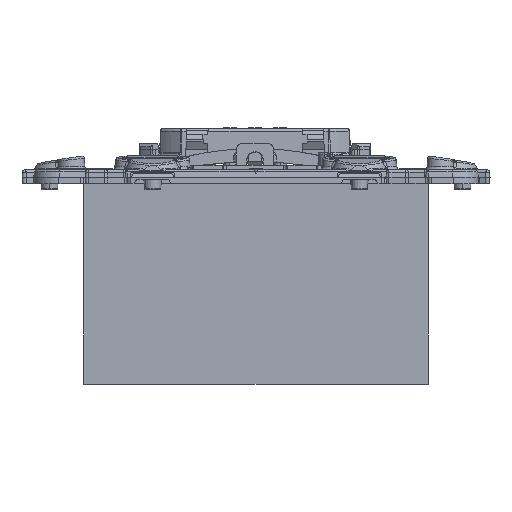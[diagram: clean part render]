
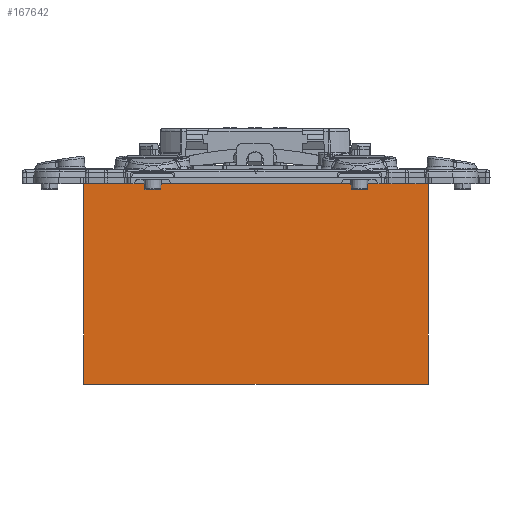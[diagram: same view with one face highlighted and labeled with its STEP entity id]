
A CAD part, left-side view. The second image highlights one B-rep face of the part: STEP entity #167642.
In plain terms, the highlighted planar face has unit normal (-1, 0, 0).
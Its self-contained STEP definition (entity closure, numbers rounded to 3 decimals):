
#167620=AXIS2_PLACEMENT_3D('Plane Axis2P3D',#167617,#167618,#167619) ;
#10284=CARTESIAN_POINT('Vertex',(-27.5,9.38,0.)) ;
#10305=CARTESIAN_POINT('Vertex',(-27.5,4.117,0.)) ;
#12344=CARTESIAN_POINT('Vertex',(-27.5,27.5,0.)) ;
#12347=CARTESIAN_POINT('Line Origine',(-27.5,18.44,0.)) ;
#12352=CARTESIAN_POINT('Line Origine',(-27.5,-11.692,0.)) ;
#12356=CARTESIAN_POINT('Vertex',(-27.5,-27.5,0.)) ;
#129712=CARTESIAN_POINT('Line Origine',(-27.5,6.749,0.)) ;
#167590=CARTESIAN_POINT('Vertex',(-27.5,27.5,-32.)) ;
#167593=CARTESIAN_POINT('Line Origine',(-27.5,27.5,-16.)) ;
#167617=CARTESIAN_POINT('Axis2P3D Location',(-27.5,-27.5,0.)) ;
#167622=CARTESIAN_POINT('Line Origine',(-27.5,0.,-32.)) ;
#167626=CARTESIAN_POINT('Vertex',(-27.5,-27.5,-32.)) ;
#167629=CARTESIAN_POINT('Line Origine',(-27.5,-27.5,-16.)) ;
#12348=DIRECTION('Vector Direction',(0.,1.,0.)) ;
#12353=DIRECTION('Vector Direction',(0.,1.,0.)) ;
#129713=DIRECTION('Vector Direction',(0.,1.,0.)) ;
#167594=DIRECTION('Vector Direction',(0.,0.,-1.)) ;
#167618=DIRECTION('Axis2P3D Direction',(-1.,0.,0.)) ;
#167619=DIRECTION('Axis2P3D XDirection',(0.,1.,0.)) ;
#167623=DIRECTION('Vector Direction',(0.,1.,0.)) ;
#167630=DIRECTION('Vector Direction',(0.,0.,-1.)) ;
#12349=VECTOR('Line Direction',#12348,1.) ;
#12354=VECTOR('Line Direction',#12353,1.) ;
#129714=VECTOR('Line Direction',#129713,1.) ;
#167595=VECTOR('Line Direction',#167594,1.) ;
#167624=VECTOR('Line Direction',#167623,1.) ;
#167631=VECTOR('Line Direction',#167630,1.) ;
#167635=ORIENTED_EDGE('',*,*,#167628,.T.) ;
#167636=ORIENTED_EDGE('',*,*,#167633,.F.) ;
#167637=ORIENTED_EDGE('',*,*,#12358,.F.) ;
#167638=ORIENTED_EDGE('',*,*,#129716,.F.) ;
#167639=ORIENTED_EDGE('',*,*,#12351,.F.) ;
#167640=ORIENTED_EDGE('',*,*,#167597,.T.) ;
#167642=ADVANCED_FACE('PartBody',(#167641),#167621,.T.) ;
#12351=EDGE_CURVE('',#12345,#10285,#12350,.F.) ;
#12358=EDGE_CURVE('',#10306,#12357,#12355,.F.) ;
#129716=EDGE_CURVE('',#10285,#10306,#129715,.F.) ;
#167597=EDGE_CURVE('',#12345,#167591,#167596,.T.) ;
#167628=EDGE_CURVE('',#167591,#167627,#167625,.F.) ;
#167633=EDGE_CURVE('',#12357,#167627,#167632,.T.) ;
#167634=EDGE_LOOP('',(#167635,#167636,#167637,#167638,#167639,#167640)) ;
#167641=FACE_OUTER_BOUND('',#167634,.T.) ;
#12350=LINE('Line',#12347,#12349) ;
#12355=LINE('Line',#12352,#12354) ;
#129715=LINE('Line',#129712,#129714) ;
#167596=LINE('Line',#167593,#167595) ;
#167625=LINE('Line',#167622,#167624) ;
#167632=LINE('Line',#167629,#167631) ;
#167621=PLANE('',#167620) ;
#10285=VERTEX_POINT('',#10284) ;
#10306=VERTEX_POINT('',#10305) ;
#12345=VERTEX_POINT('',#12344) ;
#12357=VERTEX_POINT('',#12356) ;
#167591=VERTEX_POINT('',#167590) ;
#167627=VERTEX_POINT('',#167626) ;
